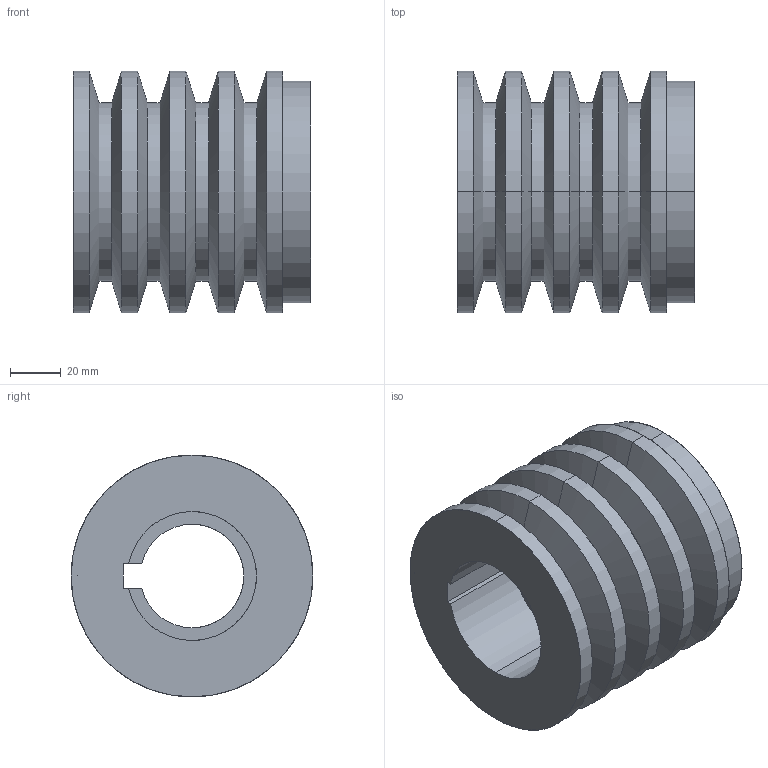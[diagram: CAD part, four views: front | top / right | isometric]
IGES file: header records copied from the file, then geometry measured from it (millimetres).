
Start section: SolidWorks IGES file using analytic representation for surfaces
Global section: file name: 4T4TB3412161049399765.igs; native system: SolidWorks 2015; preprocessor: SolidWorks 2015; author: partstream; date: 141216.104954; units: inch
Bounding box: 93.66 x 95.25 x 95.25 mm (x, y, z)
Surface area: 70884.9 mm2 (no closed solid volume)
Topology: 0 solids, 0 shells, 108 faces, 1220 edges, 1214 vertices
Faces by surface type: revolution 60, bspline 48
